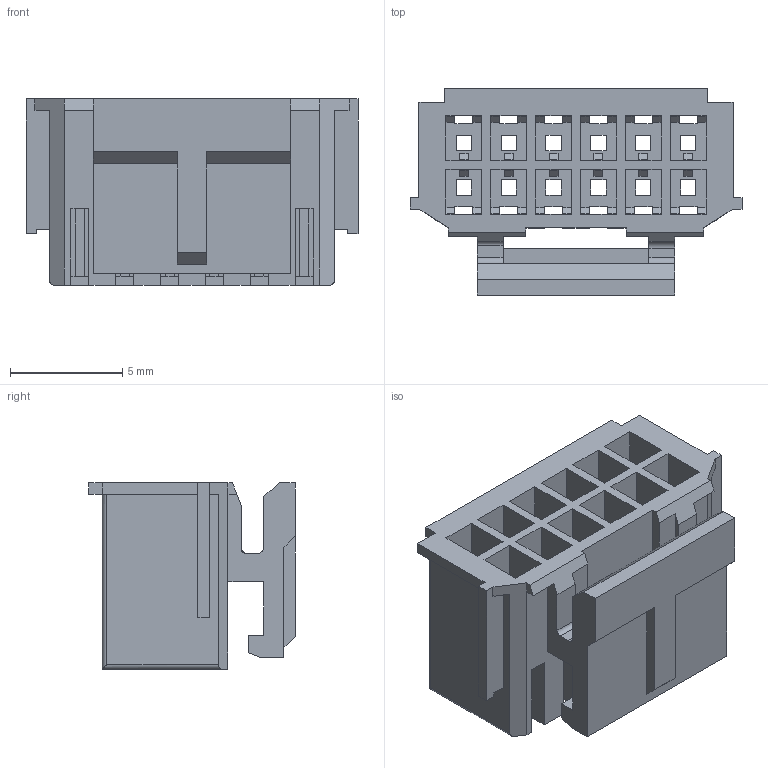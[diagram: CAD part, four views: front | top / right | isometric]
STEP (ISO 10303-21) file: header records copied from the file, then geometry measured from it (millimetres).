
FILE_DESCRIPTION (( 'STEP AP214' ), '1' );
FILE_NAME ('FHG20007-D12M2W1B-REF.STEP', '2025-06-27T08:30:23', ( '' ), ( '' ), 'SwSTEP 2.0', 'SolidWorks 2021', '' );
FILE_SCHEMA (( 'AUTOMOTIVE_DESIGN' ));
Length unit declared in the file: millimetre
Products named in the file (1): FHG20007-D12M2W1B-REF
Bounding box: 14.8 x 9.2 x 8.3 mm (x, y, z)
Volume: 391.2 mm3; surface area: 1410.3 mm2
Topology: 1 solids, 1 shells, 360 faces, 1112 edges, 740 vertices
Faces by surface type: plane 352, cylinder 8
Entity records: 12282 total; most frequent: CARTESIAN_POINT 2237, ORIENTED_EDGE 2224, DIRECTION 1840, EDGE_CURVE 1112, VECTOR 1098, LINE 1098, VERTEX_POINT 740, EDGE_LOOP 396
